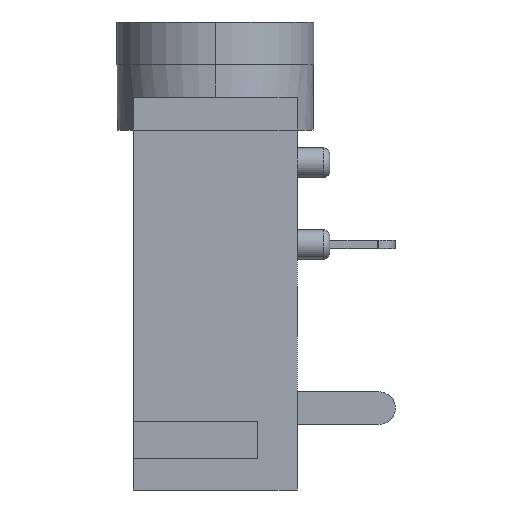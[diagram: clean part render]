
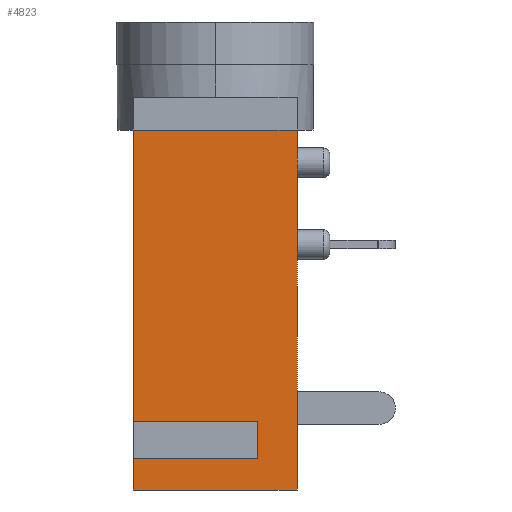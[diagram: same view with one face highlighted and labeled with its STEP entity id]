
A CAD part, left-side view. The second image highlights one B-rep face of the part: STEP entity #4823.
In plain terms, the highlighted planar face has unit normal (-1, 0, 0).
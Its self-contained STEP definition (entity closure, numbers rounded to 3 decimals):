
#167 = VECTOR ( 'NONE', #7842, 1000. ) ;
#254 = VECTOR ( 'NONE', #3010, 1000. ) ;
#469 = VERTEX_POINT ( 'NONE', #1536 ) ;
#500 = DIRECTION ( 'NONE',  ( 0., 0., -1. ) ) ;
#563 = DIRECTION ( 'NONE',  ( 0., 1., 0. ) ) ;
#647 = VECTOR ( 'NONE', #7324, 1000. ) ;
#934 = EDGE_CURVE ( 'NONE', #2771, #2930, #2931, .T. ) ;
#1032 = ORIENTED_EDGE ( 'NONE', *, *, #7457, .F. ) ;
#1048 = CARTESIAN_POINT ( 'NONE',  ( -6., 2.5, -13.35 ) ) ;
#1313 = CARTESIAN_POINT ( 'NONE',  ( -6., -1.3, -12.2 ) ) ;
#1427 = LINE ( 'NONE', #2191, #647 ) ;
#1495 = VECTOR ( 'NONE', #4192, 1000. ) ;
#1536 = CARTESIAN_POINT ( 'NONE',  ( -6., -2.5, -3.3 ) ) ;
#1625 = CARTESIAN_POINT ( 'NONE',  ( -6., 2.5, -3.3 ) ) ;
#2191 = CARTESIAN_POINT ( 'NONE',  ( -6., -2.5, -14.3 ) ) ;
#2230 = ORIENTED_EDGE ( 'NONE', *, *, #6935, .T. ) ;
#2235 = ORIENTED_EDGE ( 'NONE', *, *, #3601, .T. ) ;
#2575 = AXIS2_PLACEMENT_3D ( 'NONE', #7371, #8140, #4964 ) ;
#2691 = DIRECTION ( 'NONE',  ( 0., -1., 0. ) ) ;
#2699 = LINE ( 'NONE', #5269, #167 ) ;
#2756 = CARTESIAN_POINT ( 'NONE',  ( -6., 2.5, -12.2 ) ) ;
#2771 = VERTEX_POINT ( 'NONE', #4899 ) ;
#2930 = VERTEX_POINT ( 'NONE', #6504 ) ;
#2931 = LINE ( 'NONE', #4159, #5226 ) ;
#3010 = DIRECTION ( 'NONE',  ( 0., 0., -1. ) ) ;
#3023 = LINE ( 'NONE', #1048, #5655 ) ;
#3031 = PLANE ( 'NONE',  #2575 ) ;
#3137 = VERTEX_POINT ( 'NONE', #2756 ) ;
#3601 = EDGE_CURVE ( 'NONE', #2930, #6983, #3023, .T. ) ;
#3602 = LINE ( 'NONE', #1625, #1495 ) ;
#4029 = VERTEX_POINT ( 'NONE', #4392 ) ;
#4159 = CARTESIAN_POINT ( 'NONE',  ( -6., -1.3, -13.35 ) ) ;
#4192 = DIRECTION ( 'NONE',  ( 0., -1., 0. ) ) ;
#4229 = LINE ( 'NONE', #7997, #254 ) ;
#4392 = CARTESIAN_POINT ( 'NONE',  ( -6., 2.5, -3.3 ) ) ;
#4511 = LINE ( 'NONE', #1313, #6210 ) ;
#4526 = EDGE_LOOP ( 'NONE', ( #5479, #6166, #7105, #2235, #8281, #2230, #1032, #5978 ) ) ;
#4576 = VERTEX_POINT ( 'NONE', #6452 ) ;
#4626 = CARTESIAN_POINT ( 'NONE',  ( -6., 2.5, -14.3 ) ) ;
#4650 = EDGE_CURVE ( 'NONE', #7198, #3137, #4511, .T. ) ;
#4789 = DIRECTION ( 'NONE',  ( 0., 1., 0. ) ) ;
#4801 = FACE_OUTER_BOUND ( 'NONE', #4526, .T. ) ;
#4823 = ADVANCED_FACE ( 'NONE', ( #4801 ), #3031, .T. ) ;
#4899 = CARTESIAN_POINT ( 'NONE',  ( -6., -1.3, -13.35 ) ) ;
#4964 = DIRECTION ( 'NONE',  ( 0., 0., 1. ) ) ;
#5077 = CARTESIAN_POINT ( 'NONE',  ( -6., -1.3, -12.2 ) ) ;
#5226 = VECTOR ( 'NONE', #4789, 1000. ) ;
#5269 = CARTESIAN_POINT ( 'NONE',  ( -6., 2.5, -3.3 ) ) ;
#5479 = ORIENTED_EDGE ( 'NONE', *, *, #4650, .F. ) ;
#5488 = VECTOR ( 'NONE', #2691, 1000. ) ;
#5655 = VECTOR ( 'NONE', #500, 1000. ) ;
#5978 = ORIENTED_EDGE ( 'NONE', *, *, #6201, .T. ) ;
#6019 = CARTESIAN_POINT ( 'NONE',  ( -6., 2.5, -14.3 ) ) ;
#6166 = ORIENTED_EDGE ( 'NONE', *, *, #7528, .T. ) ;
#6201 = EDGE_CURVE ( 'NONE', #4029, #3137, #2699, .T. ) ;
#6210 = VECTOR ( 'NONE', #563, 1000. ) ;
#6452 = CARTESIAN_POINT ( 'NONE',  ( -6., -2.5, -14.3 ) ) ;
#6504 = CARTESIAN_POINT ( 'NONE',  ( -6., 2.5, -13.35 ) ) ;
#6522 = LINE ( 'NONE', #4626, #5488 ) ;
#6926 = EDGE_CURVE ( 'NONE', #6983, #4576, #6522, .T. ) ;
#6935 = EDGE_CURVE ( 'NONE', #4576, #469, #1427, .T. ) ;
#6983 = VERTEX_POINT ( 'NONE', #6019 ) ;
#7105 = ORIENTED_EDGE ( 'NONE', *, *, #934, .T. ) ;
#7198 = VERTEX_POINT ( 'NONE', #5077 ) ;
#7324 = DIRECTION ( 'NONE',  ( 0., 0., 1. ) ) ;
#7371 = CARTESIAN_POINT ( 'NONE',  ( -6., 0., -8.8 ) ) ;
#7457 = EDGE_CURVE ( 'NONE', #4029, #469, #3602, .T. ) ;
#7528 = EDGE_CURVE ( 'NONE', #7198, #2771, #4229, .T. ) ;
#7842 = DIRECTION ( 'NONE',  ( 0., 0., -1. ) ) ;
#7997 = CARTESIAN_POINT ( 'NONE',  ( -6., -1.3, -12.2 ) ) ;
#8140 = DIRECTION ( 'NONE',  ( -1., 0., 0. ) ) ;
#8281 = ORIENTED_EDGE ( 'NONE', *, *, #6926, .T. ) ;
